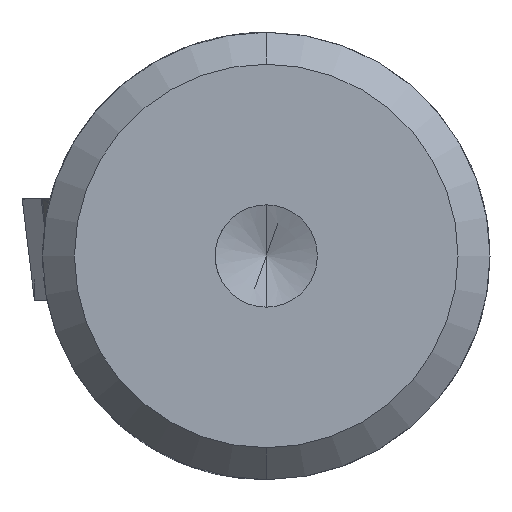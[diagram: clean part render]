
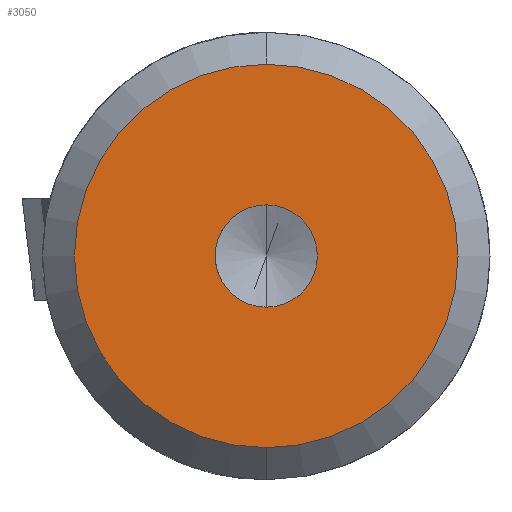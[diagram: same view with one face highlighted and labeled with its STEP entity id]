
A CAD part, left-side view. The second image highlights one B-rep face of the part: STEP entity #3050.
In plain terms, the highlighted planar face has unit normal (-1, 0, 0).
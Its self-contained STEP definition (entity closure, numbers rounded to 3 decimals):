
#3 = DIRECTION ( 'NONE',  ( -1., 0., 0. ) ) ;
#320 = DIRECTION ( 'NONE',  ( -1., 0., 0. ) ) ;
#384 = ORIENTED_EDGE ( 'NONE', *, *, #3160, .T. ) ;
#392 = ORIENTED_EDGE ( 'NONE', *, *, #3068, .F. ) ;
#480 = CARTESIAN_POINT ( 'NONE',  ( 0., 0., 0. ) ) ;
#577 = DIRECTION ( 'NONE',  ( 0., 0., 1. ) ) ;
#605 = CIRCLE ( 'NONE', #960, 3. ) ;
#623 = FACE_BOUND ( 'NONE', #2804, .T. ) ;
#790 = ORIENTED_EDGE ( 'NONE', *, *, #1450, .T. ) ;
#960 = AXIS2_PLACEMENT_3D ( 'NONE', #480, #1549, #2143 ) ;
#989 = CIRCLE ( 'NONE', #3323, 3. ) ;
#1031 = CARTESIAN_POINT ( 'NONE',  ( 0., 0., 0.8 ) ) ;
#1044 = CARTESIAN_POINT ( 'NONE',  ( 0., 0., -3. ) ) ;
#1064 = VERTEX_POINT ( 'NONE', #1031 ) ;
#1068 = DIRECTION ( 'NONE',  ( 0., 0., 1. ) ) ;
#1129 = PLANE ( 'NONE',  #3147 ) ;
#1302 = VERTEX_POINT ( 'NONE', #1978 ) ;
#1450 = EDGE_CURVE ( 'NONE', #1956, #2230, #605, .T. ) ;
#1549 = DIRECTION ( 'NONE',  ( -1., 0., 0. ) ) ;
#1594 = AXIS2_PLACEMENT_3D ( 'NONE', #2156, #320, #577 ) ;
#1689 = DIRECTION ( 'NONE',  ( -1., 0., 0. ) ) ;
#1703 = CIRCLE ( 'NONE', #1594, 0.8 ) ;
#1819 = CARTESIAN_POINT ( 'NONE',  ( 0., 0., 0. ) ) ;
#1940 = CIRCLE ( 'NONE', #2966, 0.8 ) ;
#1956 = VERTEX_POINT ( 'NONE', #3173 ) ;
#1978 = CARTESIAN_POINT ( 'NONE',  ( 0., 0., -0.8 ) ) ;
#2060 = DIRECTION ( 'NONE',  ( 1., 0., 0. ) ) ;
#2125 = DIRECTION ( 'NONE',  ( 0., 0., 1. ) ) ;
#2138 = ORIENTED_EDGE ( 'NONE', *, *, #2691, .F. ) ;
#2143 = DIRECTION ( 'NONE',  ( 0., 0., 1. ) ) ;
#2146 = EDGE_LOOP ( 'NONE', ( #384, #790 ) ) ;
#2156 = CARTESIAN_POINT ( 'NONE',  ( 0., 0., 0. ) ) ;
#2230 = VERTEX_POINT ( 'NONE', #1044 ) ;
#2322 = CARTESIAN_POINT ( 'NONE',  ( 0., 3., 0. ) ) ;
#2401 = CARTESIAN_POINT ( 'NONE',  ( 0., 0., 0. ) ) ;
#2674 = FACE_OUTER_BOUND ( 'NONE', #2146, .T. ) ;
#2691 = EDGE_CURVE ( 'NONE', #1064, #1302, #1703, .T. ) ;
#2804 = EDGE_LOOP ( 'NONE', ( #2138, #392 ) ) ;
#2966 = AXIS2_PLACEMENT_3D ( 'NONE', #1819, #1689, #2125 ) ;
#3050 = ADVANCED_FACE ( 'NONE', ( #623, #2674 ), #1129, .F. ) ;
#3068 = EDGE_CURVE ( 'NONE', #1302, #1064, #1940, .T. ) ;
#3147 = AXIS2_PLACEMENT_3D ( 'NONE', #2322, #2060, #3158 ) ;
#3158 = DIRECTION ( 'NONE',  ( 0., 0., -1. ) ) ;
#3160 = EDGE_CURVE ( 'NONE', #2230, #1956, #989, .T. ) ;
#3173 = CARTESIAN_POINT ( 'NONE',  ( 0., 0., 3. ) ) ;
#3323 = AXIS2_PLACEMENT_3D ( 'NONE', #2401, #3, #1068 ) ;
